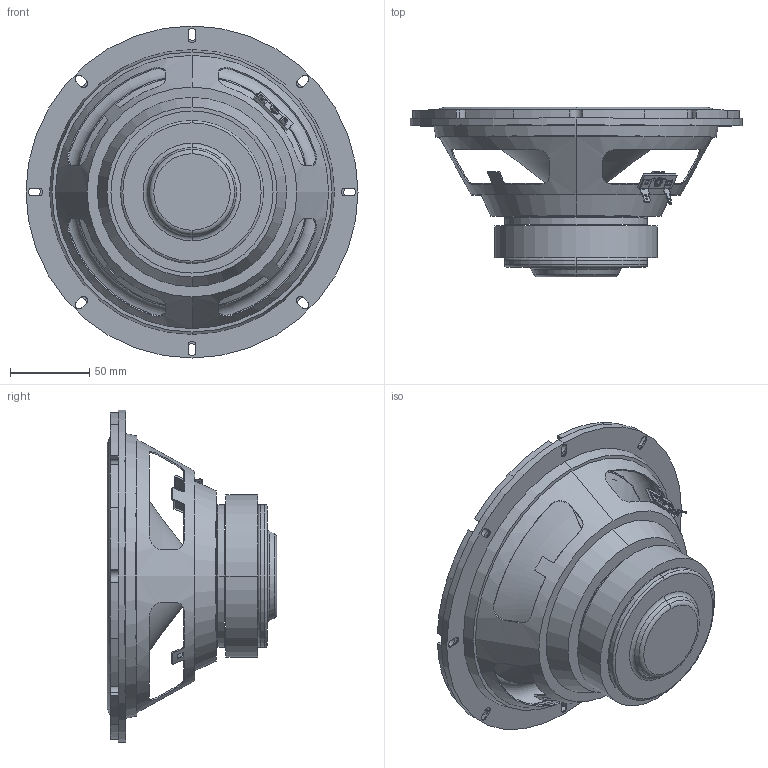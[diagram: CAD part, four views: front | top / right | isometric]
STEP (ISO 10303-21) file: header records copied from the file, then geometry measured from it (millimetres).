
FILE_DESCRIPTION (( 'STEP AP214' ), '1' );
FILE_NAME ('289 3D.STEP', '2023-04-20T06:22:07', ( '' ), ( '' ), 'SwSTEP 2.0', 'SolidWorks 2020', '' );
FILE_SCHEMA (( 'AUTOMOTIVE_DESIGN' ));
Length unit declared in the file: millimetre
Products named in the file (1): 289 3D
Bounding box: 209 x 106.68 x 209 mm (x, y, z)
Surface area: 219295.1 mm2 (no closed solid volume)
Topology: 0 solids, 16 shells, 331 faces, 1043 edges, 723 vertices
Faces by surface type: cylinder 122, plane 103, bspline 39, cone 36, torus 31
Entity records: 17345 total; most frequent: CARTESIAN_POINT 4615, DIRECTION 1858, ORIENTED_EDGE 1803, EDGE_CURVE 1041, VERTEX_POINT 723, AXIS2_PLACEMENT_3D 690, LINE 478, VECTOR 478
